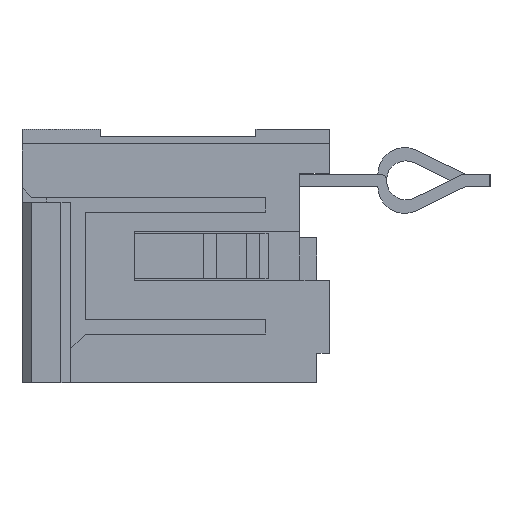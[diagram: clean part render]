
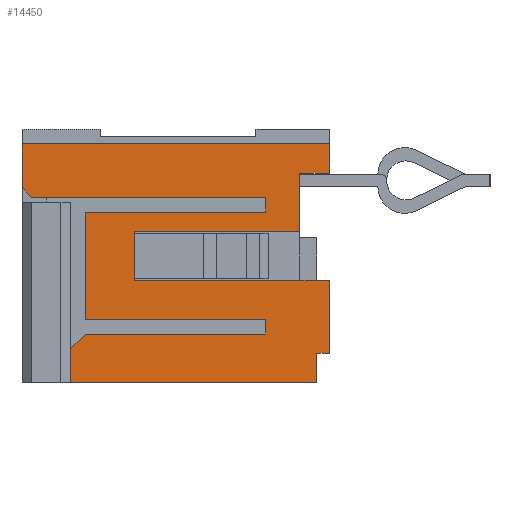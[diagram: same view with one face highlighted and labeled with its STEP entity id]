
A CAD part, left-side view. The second image highlights one B-rep face of the part: STEP entity #14450.
In plain terms, the highlighted planar face has unit normal (-1, 0, 0).
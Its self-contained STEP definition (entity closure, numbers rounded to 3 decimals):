
#353=DIRECTION('',(0.,0.,-1.));
#354=VECTOR('',#353,0.9);
#355=CARTESIAN_POINT('',(-19.,6.3,-0.3));
#356=LINE('',#355,#354);
#1925=DIRECTION('',(0.,1.,0.));
#1926=VECTOR('',#1925,5.05);
#1927=CARTESIAN_POINT('',(-19.,0.25,-5.2));
#1928=LINE('',#1927,#1926);
#1929=DIRECTION('',(0.,0.,1.));
#1930=VECTOR('',#1929,0.3);
#1931=CARTESIAN_POINT('',(-19.,1.3,-4.2));
#1932=LINE('',#1931,#1930);
#1933=DIRECTION('',(0.,1.,0.));
#1934=VECTOR('',#1933,3.7);
#1935=CARTESIAN_POINT('',(-19.,1.3,-3.9));
#1936=LINE('',#1935,#1934);
#1937=DIRECTION('',(0.,0.,1.));
#1938=VECTOR('',#1937,2.2);
#1939=CARTESIAN_POINT('',(-19.,5.,-3.9));
#1940=LINE('',#1939,#1938);
#1941=DIRECTION('',(0.,-1.,0.));
#1942=VECTOR('',#1941,3.7);
#1943=CARTESIAN_POINT('',(-19.,5.,-1.7));
#1944=LINE('',#1943,#1942);
#1945=DIRECTION('',(0.,0.,1.));
#1946=VECTOR('',#1945,0.3);
#1947=CARTESIAN_POINT('',(-19.,1.3,-1.7));
#1948=LINE('',#1947,#1946);
#1949=DIRECTION('',(0.,1.,0.));
#1950=VECTOR('',#1949,6.3);
#1951=CARTESIAN_POINT('',(-19.,0.,-0.3));
#1952=LINE('',#1951,#1950);
#1953=DIRECTION('',(0.,0.,-1.));
#1954=VECTOR('',#1953,0.6);
#1955=CARTESIAN_POINT('',(-19.,0.,-0.3));
#1956=LINE('',#1955,#1954);
#1957=DIRECTION('',(0.,1.,0.));
#1958=VECTOR('',#1957,0.6);
#1959=CARTESIAN_POINT('',(-19.,0.,-0.9));
#1960=LINE('',#1959,#1958);
#1961=DIRECTION('',(0.,0.,1.));
#1962=VECTOR('',#1961,1.2);
#1963=CARTESIAN_POINT('',(-19.,0.6,-2.1));
#1964=LINE('',#1963,#1962);
#1965=DIRECTION('',(0.,1.,0.));
#1966=VECTOR('',#1965,3.4);
#1967=CARTESIAN_POINT('',(-19.,0.6,-2.1));
#1968=LINE('',#1967,#1966);
#1969=DIRECTION('',(0.,0.,-1.));
#1970=VECTOR('',#1969,1.);
#1971=CARTESIAN_POINT('',(-19.,4.,-2.1));
#1972=LINE('',#1971,#1970);
#1973=DIRECTION('',(0.,1.,0.));
#1974=VECTOR('',#1973,4.);
#1975=CARTESIAN_POINT('',(-19.,0.,-3.1));
#1976=LINE('',#1975,#1974);
#1977=DIRECTION('',(0.,0.,-1.));
#1978=VECTOR('',#1977,1.5);
#1979=CARTESIAN_POINT('',(-19.,0.,-3.1));
#1980=LINE('',#1979,#1978);
#1981=DIRECTION('',(0.,1.,0.));
#1982=VECTOR('',#1981,0.25);
#1983=CARTESIAN_POINT('',(-19.,0.,-4.6));
#1984=LINE('',#1983,#1982);
#1985=DIRECTION('',(0.,0.,1.));
#1986=VECTOR('',#1985,0.6);
#1987=CARTESIAN_POINT('',(-19.,0.25,-5.2));
#1988=LINE('',#1987,#1986);
#1989=DIRECTION('',(0.,0.,1.));
#1990=VECTOR('',#1989,0.7);
#1991=CARTESIAN_POINT('',(-19.,5.3,-5.2));
#1992=LINE('',#1991,#1990);
#1993=DIRECTION('',(0.,-0.707,0.707));
#1994=VECTOR('',#1993,0.424);
#1995=CARTESIAN_POINT('',(-19.,5.3,-4.5));
#1996=LINE('',#1995,#1994);
#1997=DIRECTION('',(0.,-1.,0.));
#1998=VECTOR('',#1997,3.7);
#1999=CARTESIAN_POINT('',(-19.,5.,-4.2));
#2000=LINE('',#1999,#1998);
#2057=DIRECTION('',(0.,-1.,0.));
#2058=VECTOR('',#2057,4.8);
#2059=CARTESIAN_POINT('',(-19.,6.1,-1.4));
#2060=LINE('',#2059,#2058);
#2089=DIRECTION('',(0.,-0.707,-0.707));
#2090=VECTOR('',#2089,0.283);
#2091=CARTESIAN_POINT('',(-19.,6.3,-1.2));
#2092=LINE('',#2091,#2090);
#9345=CARTESIAN_POINT('',(-19.,5.3,-5.2));
#9346=VERTEX_POINT('',#9345);
#9371=CARTESIAN_POINT('',(-19.,0.,-0.3));
#9372=VERTEX_POINT('',#9371);
#9373=CARTESIAN_POINT('',(-19.,6.3,-0.3));
#9374=VERTEX_POINT('',#9373);
#9411=CARTESIAN_POINT('',(-19.,0.25,-5.2));
#9413=VERTEX_POINT('',#9411);
#9419=CARTESIAN_POINT('',(-19.,0.,-4.6));
#9420=VERTEX_POINT('',#9419);
#9421=CARTESIAN_POINT('',(-19.,0.25,-4.6));
#9422=VERTEX_POINT('',#9421);
#9467=CARTESIAN_POINT('',(-19.,6.3,-1.2));
#9469=VERTEX_POINT('',#9467);
#9471=CARTESIAN_POINT('',(-19.,6.1,-1.4));
#9473=VERTEX_POINT('',#9471);
#9485=CARTESIAN_POINT('',(-19.,0.,-3.1));
#9486=CARTESIAN_POINT('',(-19.,4.,-3.1));
#9487=VERTEX_POINT('',#9485);
#9488=VERTEX_POINT('',#9486);
#9637=CARTESIAN_POINT('',(-19.,1.3,-4.2));
#9638=CARTESIAN_POINT('',(-19.,1.3,-3.9));
#9639=VERTEX_POINT('',#9637);
#9640=VERTEX_POINT('',#9638);
#9641=CARTESIAN_POINT('',(-19.,5.,-3.9));
#9642=VERTEX_POINT('',#9641);
#9643=CARTESIAN_POINT('',(-19.,5.,-1.7));
#9644=VERTEX_POINT('',#9643);
#9645=CARTESIAN_POINT('',(-19.,1.3,-1.7));
#9646=VERTEX_POINT('',#9645);
#9647=CARTESIAN_POINT('',(-19.,1.3,-1.4));
#9648=VERTEX_POINT('',#9647);
#9649=CARTESIAN_POINT('',(-19.,5.3,-4.5));
#9650=CARTESIAN_POINT('',(-19.,5.,-4.2));
#9651=VERTEX_POINT('',#9649);
#9652=VERTEX_POINT('',#9650);
#9657=CARTESIAN_POINT('',(-19.,4.,-2.1));
#9658=VERTEX_POINT('',#9657);
#9741=CARTESIAN_POINT('',(-19.,0.,-0.9));
#9742=CARTESIAN_POINT('',(-19.,0.6,-0.9));
#9743=VERTEX_POINT('',#9741);
#9744=VERTEX_POINT('',#9742);
#9745=CARTESIAN_POINT('',(-19.,0.6,-2.1));
#9746=VERTEX_POINT('',#9745);
#14402=CARTESIAN_POINT('',(-19.,0.,0.));
#14403=DIRECTION('',(-1.,0.,0.));
#14404=DIRECTION('',(0.,1.,0.));
#14405=AXIS2_PLACEMENT_3D('',#14402,#14403,#14404);
#14406=PLANE('',#14405);
#14408=ORIENTED_EDGE('',*,*,#14407,.T.);
#14410=ORIENTED_EDGE('',*,*,#14409,.T.);
#14412=ORIENTED_EDGE('',*,*,#14411,.T.);
#14414=ORIENTED_EDGE('',*,*,#14413,.T.);
#14416=ORIENTED_EDGE('',*,*,#14415,.T.);
#14418=ORIENTED_EDGE('',*,*,#14417,.F.);
#14420=ORIENTED_EDGE('',*,*,#14419,.F.);
#14421=ORIENTED_EDGE('',*,*,#12700,.F.);
#14423=ORIENTED_EDGE('',*,*,#14422,.F.);
#14425=ORIENTED_EDGE('',*,*,#14424,.T.);
#14427=ORIENTED_EDGE('',*,*,#14426,.T.);
#14429=ORIENTED_EDGE('',*,*,#14428,.F.);
#14431=ORIENTED_EDGE('',*,*,#14430,.T.);
#14433=ORIENTED_EDGE('',*,*,#14432,.T.);
#14435=ORIENTED_EDGE('',*,*,#14434,.F.);
#14437=ORIENTED_EDGE('',*,*,#14436,.T.);
#14439=ORIENTED_EDGE('',*,*,#14438,.T.);
#14440=ORIENTED_EDGE('',*,*,#14394,.F.);
#14441=ORIENTED_EDGE('',*,*,#14383,.T.);
#14443=ORIENTED_EDGE('',*,*,#14442,.T.);
#14445=ORIENTED_EDGE('',*,*,#14444,.T.);
#14447=ORIENTED_EDGE('',*,*,#14446,.T.);
#14448=EDGE_LOOP('',(#14408,#14410,#14412,#14414,#14416,#14418,#14420,#14421,
#14423,#14425,#14427,#14429,#14431,#14433,#14435,#14437,#14439,#14440,#14441,
#14443,#14445,#14447));
#14449=FACE_OUTER_BOUND('',#14448,.F.);
#14450=ADVANCED_FACE('',(#14449),#14406,.T.);
#12700=EDGE_CURVE('',#9374,#9469,#356,.T.);
#14383=EDGE_CURVE('',#9413,#9346,#1928,.T.);
#14394=EDGE_CURVE('',#9413,#9422,#1988,.T.);
#14407=EDGE_CURVE('',#9639,#9640,#1932,.T.);
#14409=EDGE_CURVE('',#9640,#9642,#1936,.T.);
#14411=EDGE_CURVE('',#9642,#9644,#1940,.T.);
#14413=EDGE_CURVE('',#9644,#9646,#1944,.T.);
#14415=EDGE_CURVE('',#9646,#9648,#1948,.T.);
#14417=EDGE_CURVE('',#9473,#9648,#2060,.T.);
#14419=EDGE_CURVE('',#9469,#9473,#2092,.T.);
#14422=EDGE_CURVE('',#9372,#9374,#1952,.T.);
#14424=EDGE_CURVE('',#9372,#9743,#1956,.T.);
#14426=EDGE_CURVE('',#9743,#9744,#1960,.T.);
#14428=EDGE_CURVE('',#9746,#9744,#1964,.T.);
#14430=EDGE_CURVE('',#9746,#9658,#1968,.T.);
#14432=EDGE_CURVE('',#9658,#9488,#1972,.T.);
#14434=EDGE_CURVE('',#9487,#9488,#1976,.T.);
#14436=EDGE_CURVE('',#9487,#9420,#1980,.T.);
#14438=EDGE_CURVE('',#9420,#9422,#1984,.T.);
#14442=EDGE_CURVE('',#9346,#9651,#1992,.T.);
#14444=EDGE_CURVE('',#9651,#9652,#1996,.T.);
#14446=EDGE_CURVE('',#9652,#9639,#2000,.T.);
